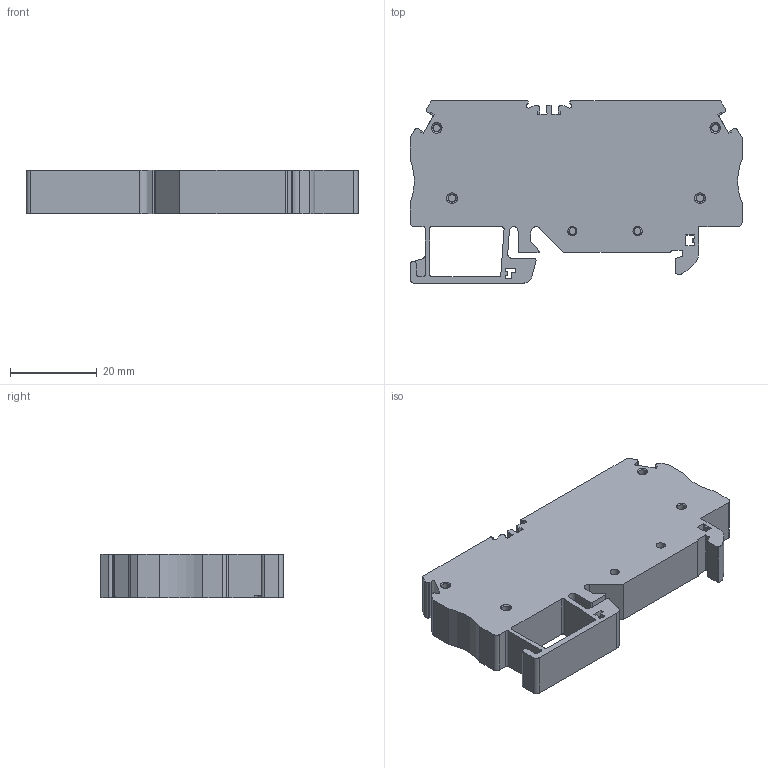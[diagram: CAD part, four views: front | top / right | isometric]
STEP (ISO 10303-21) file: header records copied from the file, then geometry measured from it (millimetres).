
FILE_DESCRIPTION(/* description */ ('Unknown'),/* implementation_level */ '2;1');
FILE_NAME(/* name */ '6DSET10H',/* time_stamp */ '2016-10-13T17:53:27+05:00',/* author */ ('Unknown'),/* organization */ ('Unknown'),/* preprocessor_version */ 'ST-DEVELOPER v16',/* originating_system */ 'DEX',/* authorisation */ $);
FILE_SCHEMA (('AUTOMOTIVE_DESIGN { 1 0 10303 214 3 1 1 }','AUTOMOTIVE_DESIGN {1 0 10303 214 3 1 1}'));
Length unit declared in the file: millimetre
Products named in the file (1): 6DSET10H
Bounding box: 76.5 x 42 x 10 mm (x, y, z)
Volume: 24477.9 mm3; surface area: 8837.9 mm2
Topology: 1 solids, 1 shells, 174 faces, 494 edges, 328 vertices
Faces by surface type: plane 110, cylinder 50, torus 10, cone 4
Full cylindrical faces by diameter (mm): 2.1 x2
Entity records: 5553 total; most frequent: CARTESIAN_POINT 969, ORIENTED_EDGE 944, DIRECTION 941, EDGE_CURVE 472, LINE 353, VECTOR 353, VERTEX_POINT 322, AXIS2_PLACEMENT_3D 294
